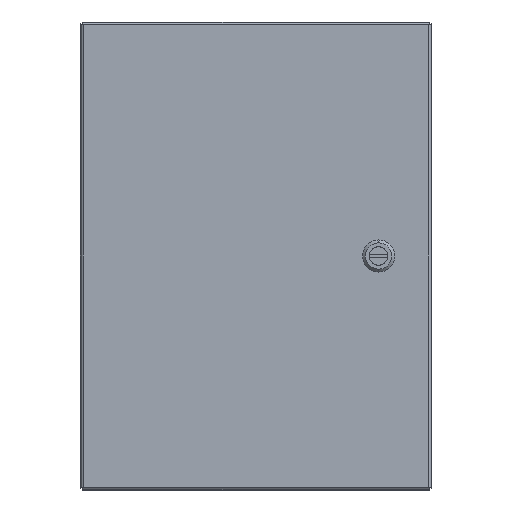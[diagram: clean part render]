
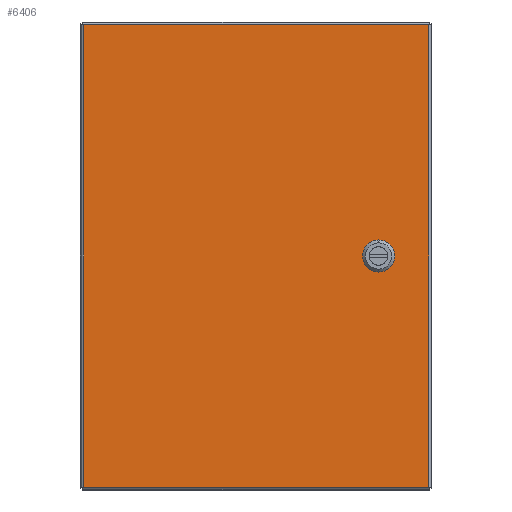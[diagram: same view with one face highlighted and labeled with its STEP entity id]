
A CAD part, front view. The second image highlights one B-rep face of the part: STEP entity #6406.
In plain terms, the highlighted planar face has unit normal (0, -1, 0).
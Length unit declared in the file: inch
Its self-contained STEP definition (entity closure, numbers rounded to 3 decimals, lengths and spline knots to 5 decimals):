
#144 = EDGE_CURVE ( 'NONE', #18564, #2102, #5526, .T. ) ;
#156 = VERTEX_POINT ( 'NONE', #20868 ) ;
#216 = LINE ( 'NONE', #21019, #3102 ) ;
#978 = EDGE_CURVE ( 'NONE', #156, #18564, #216, .T. ) ;
#1020 = CARTESIAN_POINT ( 'NONE',  ( -5.896, -6.822, -7.8985 ) ) ;
#1224 = EDGE_CURVE ( 'NONE', #5897, #2639, #11650, .T. ) ;
#1255 = LINE ( 'NONE', #21623, #18072 ) ;
#1269 = CARTESIAN_POINT ( 'NONE',  ( 4.422, -6.822, 0.3955 ) ) ;
#1430 = VECTOR ( 'NONE', #20435, 39.37008 ) ;
#1492 = LINE ( 'NONE', #1269, #12036 ) ;
#1836 = VECTOR ( 'NONE', #21295, 39.37008 ) ;
#1942 = ORIENTED_EDGE ( 'NONE', *, *, #15609, .T. ) ;
#1977 = FACE_BOUND ( 'NONE', #11310, .T. ) ;
#2102 = VERTEX_POINT ( 'NONE', #21025 ) ;
#2190 = VECTOR ( 'NONE', #10093, 39.37008 ) ;
#2265 = CARTESIAN_POINT ( 'NONE',  ( 3.7955, -6.822, -0.231 ) ) ;
#2519 = VECTOR ( 'NONE', #15313, 39.37008 ) ;
#2639 = VERTEX_POINT ( 'NONE', #6099 ) ;
#3102 = VECTOR ( 'NONE', #15443, 39.37008 ) ;
#3461 = CARTESIAN_POINT ( 'NONE',  ( 4.422, -6.822, -0.3955 ) ) ;
#3508 = ORIENTED_EDGE ( 'NONE', *, *, #18599, .T. ) ;
#4055 = DIRECTION ( 'NONE',  ( -0.707, 0., -0.707 ) ) ;
#4064 = EDGE_CURVE ( 'NONE', #4771, #13807, #19194, .T. ) ;
#4144 = ORIENTED_EDGE ( 'NONE', *, *, #144, .T. ) ;
#4323 = EDGE_CURVE ( 'NONE', #13807, #156, #1255, .T. ) ;
#4334 = CARTESIAN_POINT ( 'NONE',  ( 3.96, -6.822, 0.3955 ) ) ;
#4736 = EDGE_CURVE ( 'NONE', #10736, #5897, #11260, .T. ) ;
#4771 = VERTEX_POINT ( 'NONE', #8459 ) ;
#4855 = CARTESIAN_POINT ( 'NONE',  ( -5.896, -6.822, 7.8985 ) ) ;
#5259 = VECTOR ( 'NONE', #4055, 39.37008 ) ;
#5526 = LINE ( 'NONE', #12766, #19074 ) ;
#5602 = ORIENTED_EDGE ( 'NONE', *, *, #4323, .T. ) ;
#5721 = ORIENTED_EDGE ( 'NONE', *, *, #19982, .T. ) ;
#5897 = VERTEX_POINT ( 'NONE', #6364 ) ;
#6087 = CARTESIAN_POINT ( 'NONE',  ( 4.5865, -6.822, 0.231 ) ) ;
#6099 = CARTESIAN_POINT ( 'NONE',  ( 5.901, -6.822, -7.8985 ) ) ;
#6364 = CARTESIAN_POINT ( 'NONE',  ( -5.896, -6.822, -7.8985 ) ) ;
#6406 = ADVANCED_FACE ( 'NONE', ( #10442, #1977 ), #6657, .T. ) ;
#6464 = CARTESIAN_POINT ( 'NONE',  ( 5.901, -6.822, 7.8985 ) ) ;
#6657 = PLANE ( 'NONE',  #11972 ) ;
#6994 = CARTESIAN_POINT ( 'NONE',  ( 4.422, -6.822, 0.3955 ) ) ;
#7977 = CARTESIAN_POINT ( 'NONE',  ( 5.901, -6.822, -7.8985 ) ) ;
#8459 = CARTESIAN_POINT ( 'NONE',  ( 4.5865, -6.822, -0.231 ) ) ;
#8547 = CARTESIAN_POINT ( 'NONE',  ( -5.896, -6.822, -7.8985 ) ) ;
#8617 = ORIENTED_EDGE ( 'NONE', *, *, #16957, .T. ) ;
#8661 = LINE ( 'NONE', #17550, #14902 ) ;
#9086 = VERTEX_POINT ( 'NONE', #6087 ) ;
#9102 = DIRECTION ( 'NONE',  ( 0., 0., -1. ) ) ;
#9550 = VERTEX_POINT ( 'NONE', #6464 ) ;
#9820 = ORIENTED_EDGE ( 'NONE', *, *, #4736, .T. ) ;
#10093 = DIRECTION ( 'NONE',  ( -1., 0., 0. ) ) ;
#10442 = FACE_OUTER_BOUND ( 'NONE', #10815, .T. ) ;
#10736 = VERTEX_POINT ( 'NONE', #12529 ) ;
#10815 = EDGE_LOOP ( 'NONE', ( #20944, #5721, #9820, #16395 ) ) ;
#11260 = LINE ( 'NONE', #1020, #17716 ) ;
#11310 = EDGE_LOOP ( 'NONE', ( #4144, #3508, #19712, #1942, #8617, #19907, #5602, #17121 ) ) ;
#11650 = LINE ( 'NONE', #8547, #2519 ) ;
#11972 = AXIS2_PLACEMENT_3D ( 'NONE', #13431, #15534, #18557 ) ;
#12036 = VECTOR ( 'NONE', #18186, 39.37008 ) ;
#12286 = VERTEX_POINT ( 'NONE', #6994 ) ;
#12426 = VECTOR ( 'NONE', #19880, 39.37008 ) ;
#12529 = CARTESIAN_POINT ( 'NONE',  ( -5.896, -6.822, 7.8985 ) ) ;
#12766 = CARTESIAN_POINT ( 'NONE',  ( 3.7955, -6.822, 0.231 ) ) ;
#12988 = LINE ( 'NONE', #7977, #12426 ) ;
#13431 = CARTESIAN_POINT ( 'NONE',  ( -5.896, -6.822, -7.8985 ) ) ;
#13807 = VERTEX_POINT ( 'NONE', #3461 ) ;
#14280 = CARTESIAN_POINT ( 'NONE',  ( 4.5865, -6.822, -0.231 ) ) ;
#14305 = DIRECTION ( 'NONE',  ( 0., 0., 1. ) ) ;
#14461 = EDGE_CURVE ( 'NONE', #2639, #9550, #12988, .T. ) ;
#14902 = VECTOR ( 'NONE', #9102, 39.37008 ) ;
#15313 = DIRECTION ( 'NONE',  ( 1., 0., 0. ) ) ;
#15443 = DIRECTION ( 'NONE',  ( -0.707, 0., 0.707 ) ) ;
#15534 = DIRECTION ( 'NONE',  ( 0., -1., 0. ) ) ;
#15609 = EDGE_CURVE ( 'NONE', #12286, #9086, #1492, .T. ) ;
#16395 = ORIENTED_EDGE ( 'NONE', *, *, #1224, .T. ) ;
#16957 = EDGE_CURVE ( 'NONE', #9086, #4771, #8661, .T. ) ;
#16997 = LINE ( 'NONE', #18561, #1430 ) ;
#17121 = ORIENTED_EDGE ( 'NONE', *, *, #978, .T. ) ;
#17550 = CARTESIAN_POINT ( 'NONE',  ( 4.5865, -6.822, -0.231 ) ) ;
#17716 = VECTOR ( 'NONE', #18250, 39.37008 ) ;
#17848 = EDGE_CURVE ( 'NONE', #20922, #12286, #16997, .T. ) ;
#17940 = LINE ( 'NONE', #19725, #1836 ) ;
#18072 = VECTOR ( 'NONE', #18275, 39.37008 ) ;
#18186 = DIRECTION ( 'NONE',  ( 0.707, 0., -0.707 ) ) ;
#18250 = DIRECTION ( 'NONE',  ( 0., 0., -1. ) ) ;
#18275 = DIRECTION ( 'NONE',  ( -1., 0., 0. ) ) ;
#18557 = DIRECTION ( 'NONE',  ( 0., 0., -1. ) ) ;
#18561 = CARTESIAN_POINT ( 'NONE',  ( 4.422, -6.822, 0.3955 ) ) ;
#18564 = VERTEX_POINT ( 'NONE', #2265 ) ;
#18599 = EDGE_CURVE ( 'NONE', #2102, #20922, #17940, .T. ) ;
#19074 = VECTOR ( 'NONE', #14305, 39.37008 ) ;
#19194 = LINE ( 'NONE', #14280, #5259 ) ;
#19712 = ORIENTED_EDGE ( 'NONE', *, *, #17848, .T. ) ;
#19725 = CARTESIAN_POINT ( 'NONE',  ( 3.96, -6.822, 0.3955 ) ) ;
#19880 = DIRECTION ( 'NONE',  ( 0., 0., 1. ) ) ;
#19907 = ORIENTED_EDGE ( 'NONE', *, *, #4064, .T. ) ;
#19982 = EDGE_CURVE ( 'NONE', #9550, #10736, #21775, .T. ) ;
#20435 = DIRECTION ( 'NONE',  ( 1., 0., 0. ) ) ;
#20868 = CARTESIAN_POINT ( 'NONE',  ( 3.96, -6.822, -0.3955 ) ) ;
#20922 = VERTEX_POINT ( 'NONE', #4334 ) ;
#20944 = ORIENTED_EDGE ( 'NONE', *, *, #14461, .T. ) ;
#21019 = CARTESIAN_POINT ( 'NONE',  ( 3.7955, -6.822, -0.231 ) ) ;
#21025 = CARTESIAN_POINT ( 'NONE',  ( 3.7955, -6.822, 0.231 ) ) ;
#21295 = DIRECTION ( 'NONE',  ( 0.707, 0., 0.707 ) ) ;
#21623 = CARTESIAN_POINT ( 'NONE',  ( 3.96, -6.822, -0.3955 ) ) ;
#21775 = LINE ( 'NONE', #4855, #2190 ) ;
